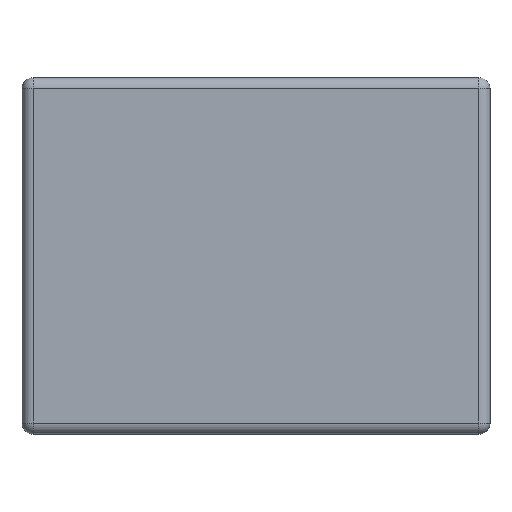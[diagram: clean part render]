
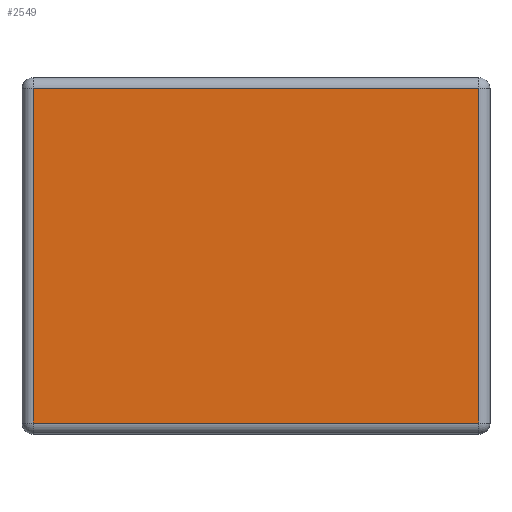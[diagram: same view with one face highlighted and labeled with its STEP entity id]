
A CAD part, top view. The second image highlights one B-rep face of the part: STEP entity #2549.
In plain terms, the highlighted planar face has unit normal (0, 0, 1).
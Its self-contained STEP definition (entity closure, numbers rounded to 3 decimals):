
#1702 = CYLINDRICAL_SURFACE('',#1703,2.);
#1703 = AXIS2_PLACEMENT_3D('',#1704,#1705,#1706);
#1704 = CARTESIAN_POINT('',(0.,0.,30.));
#1705 = DIRECTION('',(1.,0.,0.));
#1706 = DIRECTION('',(0.,0.,-1.));
#1868 = CYLINDRICAL_SURFACE('',#1869,2.);
#1869 = AXIS2_PLACEMENT_3D('',#1870,#1871,#1872);
#1870 = CARTESIAN_POINT('',(80.,0.,30.));
#1871 = DIRECTION('',(0.,1.,0.));
#1872 = DIRECTION('',(0.,0.,-1.));
#1970 = CYLINDRICAL_SURFACE('',#1971,2.);
#1971 = AXIS2_PLACEMENT_3D('',#1972,#1973,#1974);
#1972 = CARTESIAN_POINT('',(0.,60.,30.));
#1973 = DIRECTION('',(1.,0.,0.));
#1974 = DIRECTION('',(0.,0.,-1.));
#2094 = CYLINDRICAL_SURFACE('',#2095,2.);
#2095 = AXIS2_PLACEMENT_3D('',#2096,#2097,#2098);
#2096 = CARTESIAN_POINT('',(0.,0.,30.));
#2097 = DIRECTION('',(0.,1.,0.));
#2098 = DIRECTION('',(0.,0.,-1.));
#2182 = VERTEX_POINT('',#2183);
#2183 = CARTESIAN_POINT('',(0.,0.,32.));
#2205 = EDGE_CURVE('',#2182,#2206,#2208,.T.);
#2206 = VERTEX_POINT('',#2207);
#2207 = CARTESIAN_POINT('',(80.,0.,32.));
#2208 = SURFACE_CURVE('',#2209,(#2213,#2220),.PCURVE_S1.);
#2209 = LINE('',#2210,#2211);
#2210 = CARTESIAN_POINT('',(0.,0.,32.));
#2211 = VECTOR('',#2212,1.);
#2212 = DIRECTION('',(1.,0.,0.));
#2213 = PCURVE('',#1702,#2214);
#2214 = DEFINITIONAL_REPRESENTATION('',(#2215),#2219);
#2215 = LINE('',#2216,#2217);
#2216 = CARTESIAN_POINT('',(-3.142,0.));
#2217 = VECTOR('',#2218,1.);
#2218 = DIRECTION('',(-0.,1.));
#2219 = ( GEOMETRIC_REPRESENTATION_CONTEXT(2) 
PARAMETRIC_REPRESENTATION_CONTEXT() REPRESENTATION_CONTEXT('2D SPACE',''
  ) );
#2220 = PCURVE('',#2221,#2226);
#2221 = PLANE('',#2222);
#2222 = AXIS2_PLACEMENT_3D('',#2223,#2224,#2225);
#2223 = CARTESIAN_POINT('',(0.,0.,32.));
#2224 = DIRECTION('',(0.,0.,1.));
#2225 = DIRECTION('',(1.,0.,0.));
#2226 = DEFINITIONAL_REPRESENTATION('',(#2227),#2231);
#2227 = LINE('',#2228,#2229);
#2228 = CARTESIAN_POINT('',(0.,0.));
#2229 = VECTOR('',#2230,1.);
#2230 = DIRECTION('',(1.,0.));
#2231 = ( GEOMETRIC_REPRESENTATION_CONTEXT(2) 
PARAMETRIC_REPRESENTATION_CONTEXT() REPRESENTATION_CONTEXT('2D SPACE',''
  ) );
#2302 = EDGE_CURVE('',#2206,#2303,#2305,.T.);
#2303 = VERTEX_POINT('',#2304);
#2304 = CARTESIAN_POINT('',(80.,60.,32.));
#2305 = SURFACE_CURVE('',#2306,(#2310,#2317),.PCURVE_S1.);
#2306 = LINE('',#2307,#2308);
#2307 = CARTESIAN_POINT('',(80.,0.,32.));
#2308 = VECTOR('',#2309,1.);
#2309 = DIRECTION('',(0.,1.,0.));
#2310 = PCURVE('',#1868,#2311);
#2311 = DEFINITIONAL_REPRESENTATION('',(#2312),#2316);
#2312 = LINE('',#2313,#2314);
#2313 = CARTESIAN_POINT('',(-3.142,0.));
#2314 = VECTOR('',#2315,1.);
#2315 = DIRECTION('',(-0.,1.));
#2316 = ( GEOMETRIC_REPRESENTATION_CONTEXT(2) 
PARAMETRIC_REPRESENTATION_CONTEXT() REPRESENTATION_CONTEXT('2D SPACE',''
  ) );
#2317 = PCURVE('',#2221,#2318);
#2318 = DEFINITIONAL_REPRESENTATION('',(#2319),#2323);
#2319 = LINE('',#2320,#2321);
#2320 = CARTESIAN_POINT('',(80.,0.));
#2321 = VECTOR('',#2322,1.);
#2322 = DIRECTION('',(0.,1.));
#2323 = ( GEOMETRIC_REPRESENTATION_CONTEXT(2) 
PARAMETRIC_REPRESENTATION_CONTEXT() REPRESENTATION_CONTEXT('2D SPACE',''
  ) );
#2394 = VERTEX_POINT('',#2395);
#2395 = CARTESIAN_POINT('',(0.,60.,32.));
#2417 = EDGE_CURVE('',#2394,#2303,#2418,.T.);
#2418 = SURFACE_CURVE('',#2419,(#2423,#2430),.PCURVE_S1.);
#2419 = LINE('',#2420,#2421);
#2420 = CARTESIAN_POINT('',(0.,60.,32.));
#2421 = VECTOR('',#2422,1.);
#2422 = DIRECTION('',(1.,0.,0.));
#2423 = PCURVE('',#1970,#2424);
#2424 = DEFINITIONAL_REPRESENTATION('',(#2425),#2429);
#2425 = LINE('',#2426,#2427);
#2426 = CARTESIAN_POINT('',(3.142,0.));
#2427 = VECTOR('',#2428,1.);
#2428 = DIRECTION('',(0.,1.));
#2429 = ( GEOMETRIC_REPRESENTATION_CONTEXT(2) 
PARAMETRIC_REPRESENTATION_CONTEXT() REPRESENTATION_CONTEXT('2D SPACE',''
  ) );
#2430 = PCURVE('',#2221,#2431);
#2431 = DEFINITIONAL_REPRESENTATION('',(#2432),#2436);
#2432 = LINE('',#2433,#2434);
#2433 = CARTESIAN_POINT('',(0.,60.));
#2434 = VECTOR('',#2435,1.);
#2435 = DIRECTION('',(1.,0.));
#2436 = ( GEOMETRIC_REPRESENTATION_CONTEXT(2) 
PARAMETRIC_REPRESENTATION_CONTEXT() REPRESENTATION_CONTEXT('2D SPACE',''
  ) );
#2522 = EDGE_CURVE('',#2182,#2394,#2523,.T.);
#2523 = SURFACE_CURVE('',#2524,(#2528,#2535),.PCURVE_S1.);
#2524 = LINE('',#2525,#2526);
#2525 = CARTESIAN_POINT('',(0.,0.,32.));
#2526 = VECTOR('',#2527,1.);
#2527 = DIRECTION('',(0.,1.,0.));
#2528 = PCURVE('',#2094,#2529);
#2529 = DEFINITIONAL_REPRESENTATION('',(#2530),#2534);
#2530 = LINE('',#2531,#2532);
#2531 = CARTESIAN_POINT('',(3.142,0.));
#2532 = VECTOR('',#2533,1.);
#2533 = DIRECTION('',(0.,1.));
#2534 = ( GEOMETRIC_REPRESENTATION_CONTEXT(2) 
PARAMETRIC_REPRESENTATION_CONTEXT() REPRESENTATION_CONTEXT('2D SPACE',''
  ) );
#2535 = PCURVE('',#2221,#2536);
#2536 = DEFINITIONAL_REPRESENTATION('',(#2537),#2541);
#2537 = LINE('',#2538,#2539);
#2538 = CARTESIAN_POINT('',(0.,0.));
#2539 = VECTOR('',#2540,1.);
#2540 = DIRECTION('',(0.,1.));
#2541 = ( GEOMETRIC_REPRESENTATION_CONTEXT(2) 
PARAMETRIC_REPRESENTATION_CONTEXT() REPRESENTATION_CONTEXT('2D SPACE',''
  ) );
#2549 = ADVANCED_FACE('',(#2550),#2221,.T.);
#2550 = FACE_BOUND('',#2551,.T.);
#2551 = EDGE_LOOP('',(#2552,#2553,#2554,#2555));
#2552 = ORIENTED_EDGE('',*,*,#2522,.F.);
#2553 = ORIENTED_EDGE('',*,*,#2205,.T.);
#2554 = ORIENTED_EDGE('',*,*,#2302,.T.);
#2555 = ORIENTED_EDGE('',*,*,#2417,.F.);
